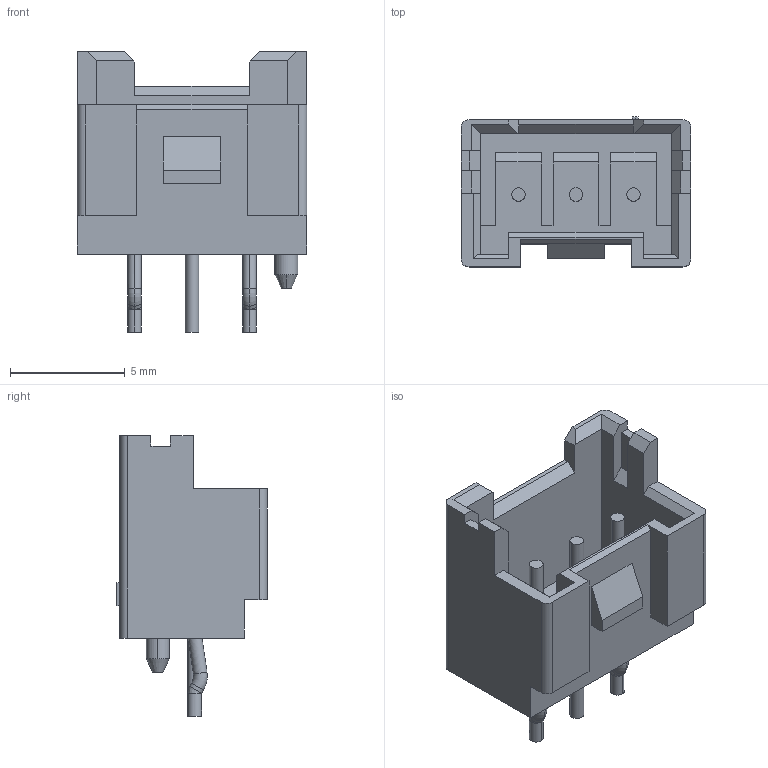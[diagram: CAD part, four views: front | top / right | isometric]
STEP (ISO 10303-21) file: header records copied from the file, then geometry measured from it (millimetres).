
FILE_DESCRIPTION(('STEP AP242'),'1');
FILE_NAME('1744418-3.stp','2021-03-02T08:35:42',('TraceParts'),('TraceParts S.A.'),'Spatial InterOp 3D',' ',' ');
FILE_SCHEMA(('AP242_MANAGED_MODEL_BASED_3D_ENGINEERING_MIM_LF {1 0 10303 442 1 1 4}'));
Length unit declared in the file: millimetre
Products named in the file (1): 1744418-3
Bounding box: 10 x 6.53 x 12.2 mm (x, y, z)
Volume: 228.7 mm3; surface area: 583.9 mm2
Topology: 1 solids, 1 shells, 130 faces, 342 edges, 219 vertices
Faces by surface type: plane 94, cylinder 26, torus 4, bspline 4, cone 2
Entity records: 4076 total; most frequent: CARTESIAN_POINT 844, ORIENTED_EDGE 676, DIRECTION 647, EDGE_CURVE 338, LINE 275, VECTOR 275, VERTEX_POINT 219, AXIS2_PLACEMENT_3D 186
